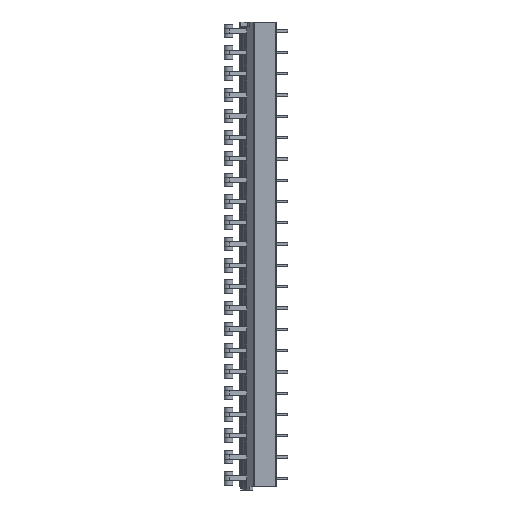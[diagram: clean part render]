
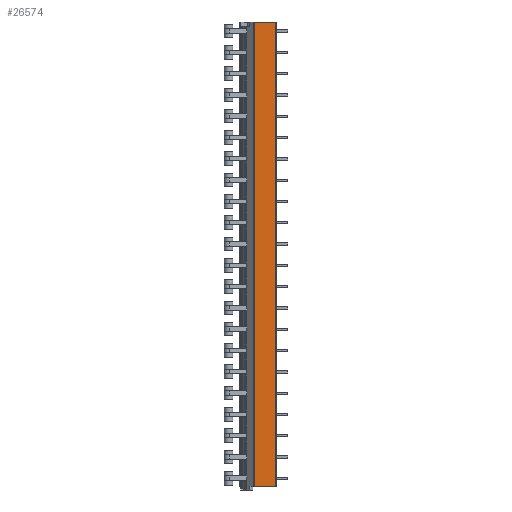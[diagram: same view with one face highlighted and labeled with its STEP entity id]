
A CAD part, left-side view. The second image highlights one B-rep face of the part: STEP entity #26574.
In plain terms, the highlighted planar face has unit normal (-1, 0, 0).
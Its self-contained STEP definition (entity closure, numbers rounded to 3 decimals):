
#30=DIRECTION('',(0.,-1.,0.));
#31=VECTOR('',#30,7.471);
#32=CARTESIAN_POINT('',(0.,7.671,-160.3));
#33=LINE('',#32,#31);
#310=DIRECTION('',(0.,-1.,0.));
#311=VECTOR('',#310,7.471);
#312=CARTESIAN_POINT('',(0.,7.671,3.2));
#313=LINE('',#312,#311);
#691=DIRECTION('',(0.,0.,1.));
#692=VECTOR('',#691,163.5);
#693=CARTESIAN_POINT('',(0.,7.671,-160.3));
#694=LINE('',#693,#692);
#695=DIRECTION('',(0.,0.,1.));
#696=VECTOR('',#695,163.5);
#697=CARTESIAN_POINT('',(0.,0.2,-160.3));
#698=LINE('',#697,#696);
#21154=CARTESIAN_POINT('',(0.,7.671,-160.3));
#21156=VERTEX_POINT('',#21154);
#21157=CARTESIAN_POINT('',(0.,0.2,-160.3));
#21158=VERTEX_POINT('',#21157);
#21274=CARTESIAN_POINT('',(0.,7.671,3.2));
#21276=VERTEX_POINT('',#21274);
#21277=CARTESIAN_POINT('',(0.,0.2,3.2));
#21278=VERTEX_POINT('',#21277);
#26562=CARTESIAN_POINT('',(0.,7.671,-160.3));
#26563=DIRECTION('',(-1.,0.,0.));
#26564=DIRECTION('',(0.,-1.,0.));
#26565=AXIS2_PLACEMENT_3D('',#26562,#26563,#26564);
#26566=PLANE('',#26565);
#26567=ORIENTED_EDGE('',*,*,#26556,.T.);
#26568=ORIENTED_EDGE('',*,*,#26330,.T.);
#26570=ORIENTED_EDGE('',*,*,#26569,.F.);
#26571=ORIENTED_EDGE('',*,*,#26130,.F.);
#26572=EDGE_LOOP('',(#26567,#26568,#26570,#26571));
#26573=FACE_OUTER_BOUND('',#26572,.F.);
#26574=ADVANCED_FACE('',(#26573),#26566,.T.);
#26130=EDGE_CURVE('',#21156,#21158,#33,.T.);
#26330=EDGE_CURVE('',#21276,#21278,#313,.T.);
#26556=EDGE_CURVE('',#21156,#21276,#694,.T.);
#26569=EDGE_CURVE('',#21158,#21278,#698,.T.);
